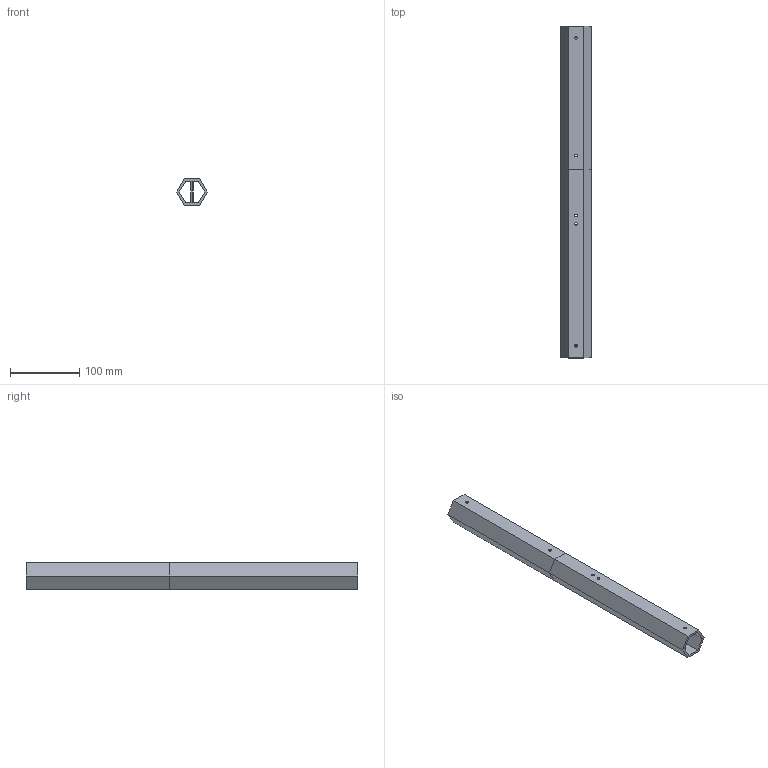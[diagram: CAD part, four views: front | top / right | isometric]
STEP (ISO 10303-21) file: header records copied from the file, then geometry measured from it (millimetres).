
FILE_DESCRIPTION((''),'2;1');
FILE_NAME('FULL_BODY_ASSEM_CENTERED','2022-09-06T11:49:35',('Andy'),(''),'CREO PARAMETRIC BY PTC INC, 2021404','CREO PARAMETRIC BY PTC INC, 2021404','');
FILE_SCHEMA(('CONFIG_CONTROL_DESIGN'));
Length unit declared in the file: inch
Products named in the file (1): FULL_BODY_ASSEM_CENTERED
Bounding box: 44 x 481 x 38.61 mm (x, y, z)
Volume: 615.1 mm3; surface area: 118697.3 mm2
Topology: 2 solids, 4 shells, 52 faces, 138 edges, 92 vertices
Faces by surface type: plane 30, cylinder 22
Entity records: 1687 total; most frequent: DIRECTION 288, CARTESIAN_POINT 283, ORIENTED_EDGE 252, EDGE_CURVE 138, AXIS2_PLACEMENT_3D 97, VECTOR 94, LINE 94, VERTEX_POINT 92
